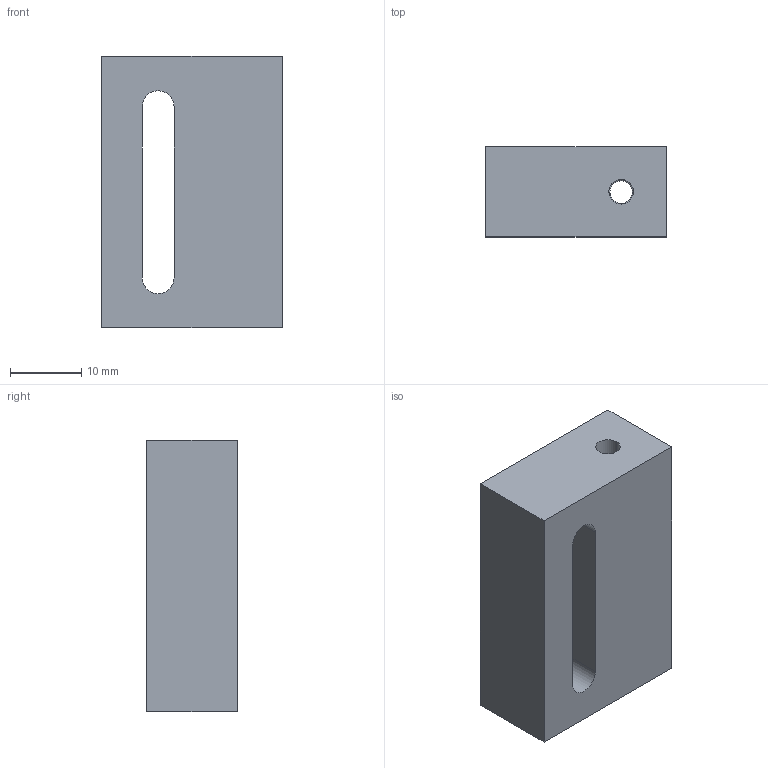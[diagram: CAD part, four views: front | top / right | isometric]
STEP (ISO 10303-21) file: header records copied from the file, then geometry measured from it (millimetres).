
FILE_DESCRIPTION (( 'STEP AP203' ), '1' );
FILE_NAME ('D080722-v1_AdLIGO_SUS_TT_Passive_ECD_Low-Damping.STEP', '2009-06-30T16:27:44', ( ' ' ), ( ' ' ), 'SwSTEP 2.0', 'SolidWorks 2009', '' );
FILE_SCHEMA (( 'CONFIG_CONTROL_DESIGN' ));
Length unit declared in the file: inch
Products named in the file (1): D080722-v1_AdLIGO_SUS_TT_Passive_ECD_Low-Damping
Bounding box: 25.4 x 12.7 x 38.1 mm (x, y, z)
Volume: 10388.1 mm3; surface area: 4470.4 mm2
Topology: 1 solids, 1 shells, 17 faces, 41 edges, 26 vertices
Faces by surface type: plane 8, cylinder 7, cone 2
Entity records: 584 total; most frequent: DIRECTION 91, CARTESIAN_POINT 85, ORIENTED_EDGE 82, EDGE_CURVE 41, AXIS2_PLACEMENT_3D 32, VECTOR 27, LINE 27, VERTEX_POINT 26
